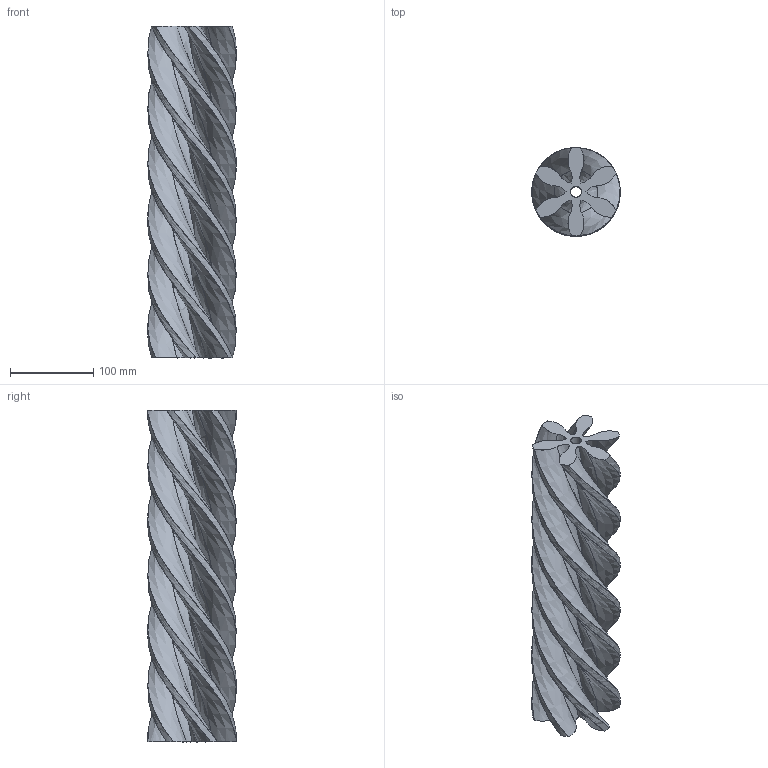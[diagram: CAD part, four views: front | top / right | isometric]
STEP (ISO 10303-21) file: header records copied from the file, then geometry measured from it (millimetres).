
FILE_DESCRIPTION(('FreeCAD Model'),'2;1');
FILE_NAME('Open CASCADE Shape Model','2025-05-04T06:11:38',('FreeCAD'),( 'FreeCAD'),'Open CASCADE STEP processor 7.6','FreeCAD','Unknown');
FILE_SCHEMA(('AUTOMOTIVE_DESIGN { 1 0 10303 214 1 1 1 1 }'));
Length unit declared in the file: millimetre
Products named in the file (1): Open CASCADE STEP translator 7.6 1
Bounding box: 106.6 x 106.65 x 399.93 mm (x, y, z)
Surface area: 286943.4 mm2 (no closed solid volume)
Topology: 0 solids, 34 shells, 34 faces, 600 edges, 600 vertices
Faces by surface type: bspline 34
Entity records: 22180 total; most frequent: CARTESIAN_POINT 19713, ORIENTED_EDGE 600, EDGE_CURVE 600, VERTEX_POINT 600, B_SPLINE_CURVE_WITH_KNOTS 476, FACE_BOUND 36, EDGE_LOOP 36, SHELL_BASED_SURFACE_MODEL 34
